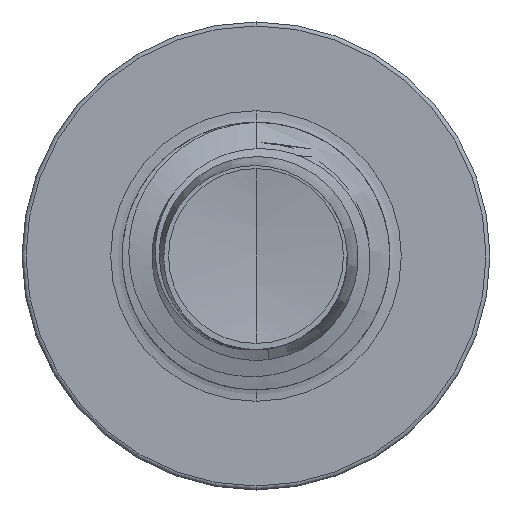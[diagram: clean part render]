
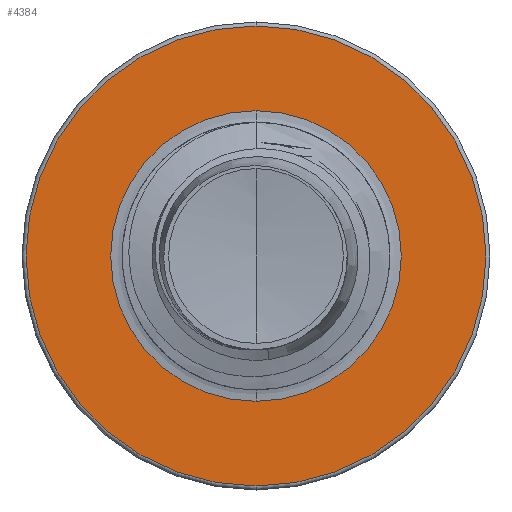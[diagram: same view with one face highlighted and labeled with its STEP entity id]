
A CAD part, front view. The second image highlights one B-rep face of the part: STEP entity #4384.
In plain terms, the highlighted planar face has unit normal (0, -1, 0).
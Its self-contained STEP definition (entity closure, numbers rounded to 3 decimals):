
#1569 = AXIS2_PLACEMENT_3D ( 'NONE', #3885, #10033, #31216 ) ;
#2473 = CIRCLE ( 'NONE', #30744, 3.44 ) ;
#3615 = VERTEX_POINT ( 'NONE', #27779 ) ;
#3885 = CARTESIAN_POINT ( 'NONE',  ( 0., 19., -2.174 ) ) ;
#3887 = EDGE_CURVE ( 'NONE', #4234, #37119, #16109, .T. ) ;
#4234 = VERTEX_POINT ( 'NONE', #30707 ) ;
#4384 = ADVANCED_FACE ( 'NONE', ( #15157, #5118 ), #6978, .F. ) ;
#4437 = CIRCLE ( 'NONE', #22314, 2.174 ) ;
#5118 = FACE_BOUND ( 'NONE', #20382, .T. ) ;
#6978 = PLANE ( 'NONE',  #1569 ) ;
#7636 = AXIS2_PLACEMENT_3D ( 'NONE', #29911, #11798, #32970 ) ;
#10033 = DIRECTION ( 'NONE',  ( 0., 1., 0. ) ) ;
#10638 = CARTESIAN_POINT ( 'NONE',  ( 0., 19., 2.174 ) ) ;
#11798 = DIRECTION ( 'NONE',  ( 0., 1., 0. ) ) ;
#13793 = CARTESIAN_POINT ( 'NONE',  ( 0., 19., 0. ) ) ;
#15157 = FACE_OUTER_BOUND ( 'NONE', #17023, .T. ) ;
#15732 = DIRECTION ( 'NONE',  ( 0., 1., 0. ) ) ;
#16040 = CARTESIAN_POINT ( 'NONE',  ( 0., 19., 0. ) ) ;
#16109 = CIRCLE ( 'NONE', #24731, 2.174 ) ;
#16830 = DIRECTION ( 'NONE',  ( 0., 0., 1. ) ) ;
#17023 = EDGE_LOOP ( 'NONE', ( #38797, #32917 ) ) ;
#19096 = DIRECTION ( 'NONE',  ( 0., 0., 1. ) ) ;
#20382 = EDGE_LOOP ( 'NONE', ( #32760, #30276 ) ) ;
#22314 = AXIS2_PLACEMENT_3D ( 'NONE', #16040, #37251, #19096 ) ;
#24297 = EDGE_CURVE ( 'NONE', #37119, #4234, #4437, .T. ) ;
#24731 = AXIS2_PLACEMENT_3D ( 'NONE', #33857, #15732, #36927 ) ;
#27779 = CARTESIAN_POINT ( 'NONE',  ( 0., 19., -3.44 ) ) ;
#29633 = EDGE_CURVE ( 'NONE', #3615, #39057, #2473, .T. ) ;
#29911 = CARTESIAN_POINT ( 'NONE',  ( 0., 19., 0. ) ) ;
#30276 = ORIENTED_EDGE ( 'NONE', *, *, #3887, .T. ) ;
#30333 = EDGE_CURVE ( 'NONE', #39057, #3615, #39089, .T. ) ;
#30707 = CARTESIAN_POINT ( 'NONE',  ( 0., 19., -2.174 ) ) ;
#30744 = AXIS2_PLACEMENT_3D ( 'NONE', #13793, #34974, #16830 ) ;
#31216 = DIRECTION ( 'NONE',  ( 0., 0., 1. ) ) ;
#32760 = ORIENTED_EDGE ( 'NONE', *, *, #24297, .T. ) ;
#32917 = ORIENTED_EDGE ( 'NONE', *, *, #29633, .F. ) ;
#32970 = DIRECTION ( 'NONE',  ( 0., 0., 1. ) ) ;
#33857 = CARTESIAN_POINT ( 'NONE',  ( 0., 19., 0. ) ) ;
#34974 = DIRECTION ( 'NONE',  ( 0., 1., 0. ) ) ;
#36927 = DIRECTION ( 'NONE',  ( 0., 0., 1. ) ) ;
#37119 = VERTEX_POINT ( 'NONE', #10638 ) ;
#37251 = DIRECTION ( 'NONE',  ( 0., 1., 0. ) ) ;
#38182 = CARTESIAN_POINT ( 'NONE',  ( 0., 19., 3.44 ) ) ;
#38797 = ORIENTED_EDGE ( 'NONE', *, *, #30333, .F. ) ;
#39057 = VERTEX_POINT ( 'NONE', #38182 ) ;
#39089 = CIRCLE ( 'NONE', #7636, 3.44 ) ;
